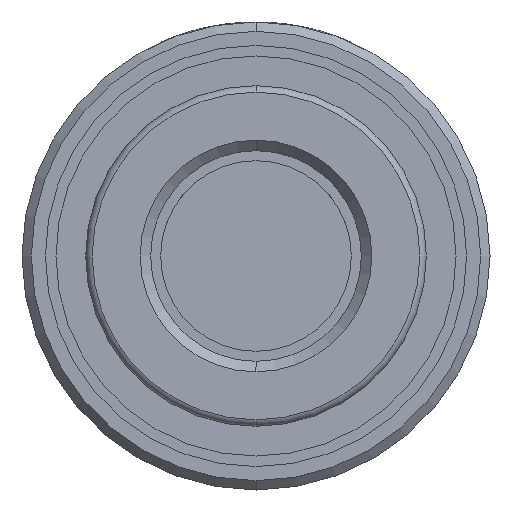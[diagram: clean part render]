
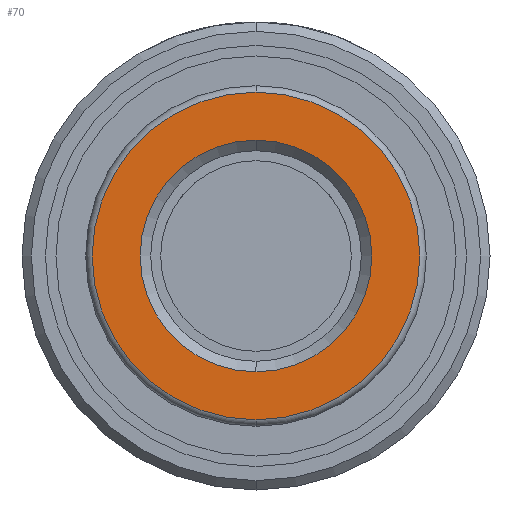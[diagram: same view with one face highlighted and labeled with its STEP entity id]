
A CAD part, front view. The second image highlights one B-rep face of the part: STEP entity #70.
In plain terms, the highlighted planar face has unit normal (0, -1, 0).
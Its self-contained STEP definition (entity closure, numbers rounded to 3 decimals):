
#70=ADVANCED_FACE('',(#176,#177),#178,.T.);
#176=FACE_BOUND('',#323,.T.);
#177=FACE_OUTER_BOUND('',#324,.T.);
#178=PLANE('',#325);
#323=EDGE_LOOP('',(#469,#470));
#324=EDGE_LOOP('',(#471,#472));
#325=AXIS2_PLACEMENT_3D('',#473,#474,#475);
#469=ORIENTED_EDGE('',*,*,#836,.T.);
#470=ORIENTED_EDGE('',*,*,#837,.T.);
#471=ORIENTED_EDGE('',*,*,#838,.T.);
#472=ORIENTED_EDGE('',*,*,#839,.T.);
#473=CARTESIAN_POINT('',(0.0,0.0,0.0));
#474=DIRECTION('',(0.0,-1.0,-0.0));
#475=DIRECTION('',(0.,0.0,-1.0));
#836=EDGE_CURVE('',#981,#982,#983,.T.);
#837=EDGE_CURVE('',#982,#981,#984,.T.);
#838=EDGE_CURVE('',#985,#986,#987,.T.);
#839=EDGE_CURVE('',#986,#985,#988,.T.);
#981=VERTEX_POINT('',#1185);
#982=VERTEX_POINT('',#1186);
#983=CIRCLE('',#1187,4.95);
#984=CIRCLE('',#1188,4.95);
#985=VERTEX_POINT('',#1189);
#986=VERTEX_POINT('',#1190);
#987=CIRCLE('',#1191,7.0);
#988=CIRCLE('',#1192,7.0);
#1185=CARTESIAN_POINT('',(0.,0.0,-4.95));
#1186=CARTESIAN_POINT('',(0.,0.0,4.95));
#1187=AXIS2_PLACEMENT_3D('',#1573,#1574,#1575);
#1188=AXIS2_PLACEMENT_3D('',#1576,#1577,#1578);
#1189=CARTESIAN_POINT('',(0.,0.0,7.0));
#1190=CARTESIAN_POINT('',(0.,0.0,-7.0));
#1191=AXIS2_PLACEMENT_3D('',#1579,#1580,#1581);
#1192=AXIS2_PLACEMENT_3D('',#1582,#1583,#1584);
#1573=CARTESIAN_POINT('',(0.0,0.0,0.0));
#1574=DIRECTION('',(-0.0,1.0,0.0));
#1575=DIRECTION('',(0.,0.0,1.0));
#1576=CARTESIAN_POINT('',(0.0,0.0,0.0));
#1577=DIRECTION('',(-0.0,1.0,0.0));
#1578=DIRECTION('',(0.,0.0,1.0));
#1579=CARTESIAN_POINT('',(0.0,0.0,0.0));
#1580=DIRECTION('',(0.0,-1.0,0.0));
#1581=DIRECTION('',(0.,0.0,1.0));
#1582=CARTESIAN_POINT('',(0.0,0.0,0.0));
#1583=DIRECTION('',(0.0,-1.0,0.0));
#1584=DIRECTION('',(0.,0.0,1.0));
